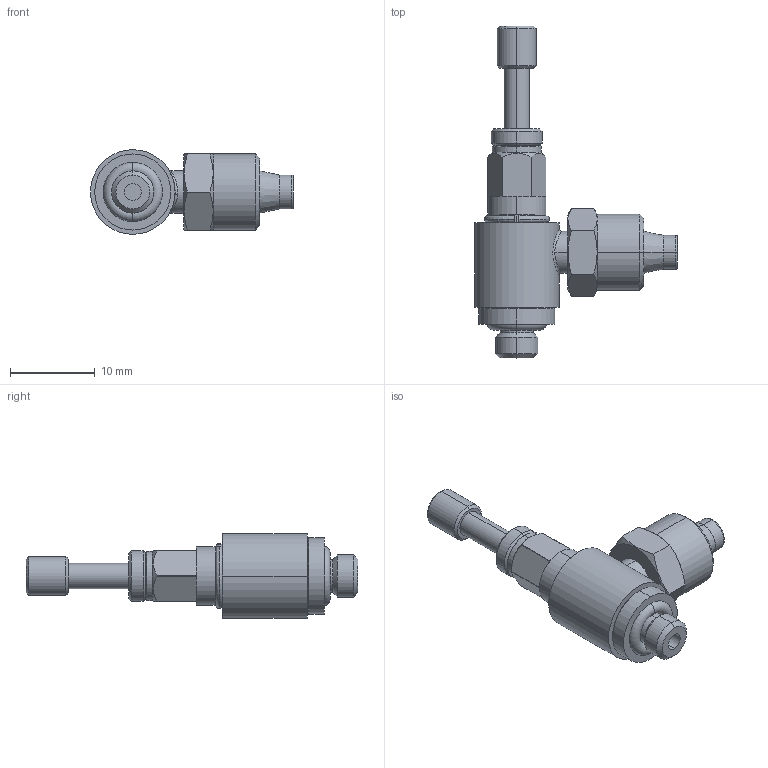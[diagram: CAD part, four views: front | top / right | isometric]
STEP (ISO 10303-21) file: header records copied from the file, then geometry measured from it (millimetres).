
FILE_DESCRIPTION (( 'STEP AP203' ), '1' );
FILE_NAME ('04320B30.STEP', '2010-04-21T09:04:39', ( 'Flavio' ), ( '' ), 'SwSTEP 2.0', 'SolidWorks 2009', '' );
FILE_SCHEMA (( 'CONFIG_CONTROL_DESIGN' ));
Length unit declared in the file: millimetre
Products named in the file (1): 04320B30
Bounding box: 24 x 39.25 x 10 mm (x, y, z)
Volume: 2087.5 mm3; surface area: 1586.5 mm2
Topology: 2 solids, 4 shells, 121 faces, 258 edges, 158 vertices
Faces by surface type: cylinder 39, plane 38, cone 36, torus 6, bspline 2
Entity records: 4254 total; most frequent: CARTESIAN_POINT 1554, DIRECTION 578, ORIENTED_EDGE 516, EDGE_CURVE 258, AXIS2_PLACEMENT_3D 243, VERTEX_POINT 158, EDGE_LOOP 134, CIRCLE 123
